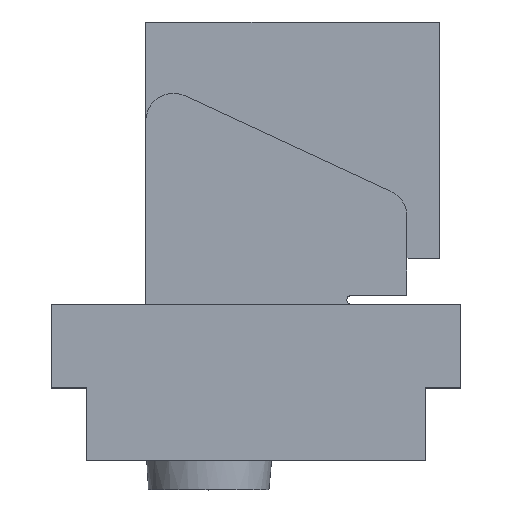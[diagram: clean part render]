
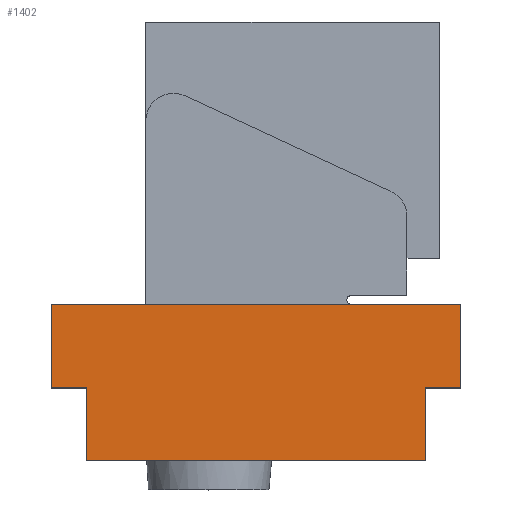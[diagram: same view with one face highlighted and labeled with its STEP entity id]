
A CAD part, top view. The second image highlights one B-rep face of the part: STEP entity #1402.
In plain terms, the highlighted planar face has unit normal (0, 0, 1).
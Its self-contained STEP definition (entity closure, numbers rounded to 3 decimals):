
#304=ORIENTED_EDGE('',*,*,#538,.T.);
#305=ORIENTED_EDGE('',*,*,#526,.T.);
#306=ORIENTED_EDGE('',*,*,#548,.T.);
#307=ORIENTED_EDGE('',*,*,#584,.T.);
#308=ORIENTED_EDGE('',*,*,#592,.T.);
#309=ORIENTED_EDGE('',*,*,#656,.T.);
#310=ORIENTED_EDGE('',*,*,#657,.T.);
#311=ORIENTED_EDGE('',*,*,#658,.T.);
#526=EDGE_CURVE('',#726,#725,#865,.T.);
#538=EDGE_CURVE('',#737,#726,#876,.T.);
#548=EDGE_CURVE('',#725,#745,#882,.T.);
#584=EDGE_CURVE('',#745,#773,#901,.T.);
#592=EDGE_CURVE('',#773,#779,#905,.T.);
#656=EDGE_CURVE('',#779,#821,#952,.T.);
#657=EDGE_CURVE('',#821,#822,#953,.T.);
#658=EDGE_CURVE('',#822,#737,#954,.T.);
#725=VERTEX_POINT('',#2022);
#726=VERTEX_POINT('',#2024);
#737=VERTEX_POINT('',#2048);
#745=VERTEX_POINT('',#2066);
#773=VERTEX_POINT('',#2163);
#779=VERTEX_POINT('',#2178);
#821=VERTEX_POINT('',#2303);
#822=VERTEX_POINT('',#2305);
#865=LINE('',#2023,#996);
#876=LINE('',#2047,#1007);
#882=LINE('',#2067,#1013);
#901=LINE('',#2164,#1032);
#905=LINE('',#2179,#1036);
#952=LINE('',#2302,#1083);
#953=LINE('',#2304,#1084);
#954=LINE('',#2306,#1085);
#996=VECTOR('',#1611,1000.);
#1007=VECTOR('',#1626,1000.);
#1013=VECTOR('',#1642,1000.);
#1032=VECTOR('',#1697,1000.);
#1036=VECTOR('',#1711,1000.);
#1083=VECTOR('',#1828,1000.);
#1084=VECTOR('',#1829,1000.);
#1085=VECTOR('',#1830,1000.);
#1157=EDGE_LOOP('',(#304,#305,#306,#307,#308,#309,#310,#311));
#1258=FACE_BOUND('',#1157,.T.);
#1345=PLANE('',#1529);
#1402=ADVANCED_FACE('',(#1258),#1345,.T.);
#1529=AXIS2_PLACEMENT_3D('',#2301,#1826,#1827);
#1611=DIRECTION('',(0.,-1.,0.));
#1626=DIRECTION('',(-1.,0.,0.));
#1642=DIRECTION('',(1.,0.,0.));
#1697=DIRECTION('',(0.,-1.,0.));
#1711=DIRECTION('',(1.,0.,0.));
#1826=DIRECTION('',(0.,0.,1.));
#1827=DIRECTION('',(1.,0.,0.));
#1828=DIRECTION('',(0.,1.,0.));
#1829=DIRECTION('',(1.,0.,0.));
#1830=DIRECTION('',(0.,1.,0.));
#2022=CARTESIAN_POINT('',(0.,11.,10.));
#2023=CARTESIAN_POINT('',(0.,20.,10.));
#2024=CARTESIAN_POINT('',(0.,20.,10.));
#2047=CARTESIAN_POINT('',(44.2,20.,10.));
#2048=CARTESIAN_POINT('',(44.2,20.,10.));
#2066=CARTESIAN_POINT('',(3.85,11.,10.));
#2067=CARTESIAN_POINT('',(0.,11.,10.));
#2163=CARTESIAN_POINT('',(3.85,3.2,10.));
#2164=CARTESIAN_POINT('',(3.85,11.,10.));
#2178=CARTESIAN_POINT('',(40.35,3.2,10.));
#2179=CARTESIAN_POINT('',(3.85,3.2,10.));
#2301=CARTESIAN_POINT('',(32.4,20.5,10.));
#2302=CARTESIAN_POINT('',(40.35,3.2,10.));
#2303=CARTESIAN_POINT('',(40.35,11.,10.));
#2304=CARTESIAN_POINT('',(40.35,11.,10.));
#2305=CARTESIAN_POINT('',(44.2,11.,10.));
#2306=CARTESIAN_POINT('',(44.2,11.,10.));
